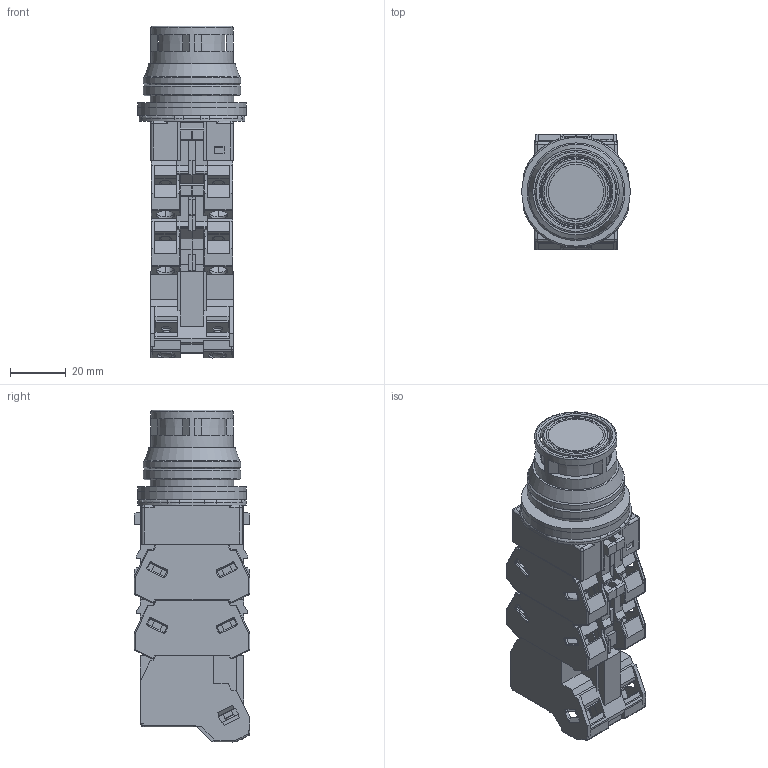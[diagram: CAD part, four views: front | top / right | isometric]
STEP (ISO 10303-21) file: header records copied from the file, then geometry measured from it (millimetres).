
FILE_DESCRIPTION (( 'STEP AP214' ), '1' );
FILE_NAME ('A(O)LFN2[16][26]xxDN$.STEP', '2021-01-28T06:08:51', ( '' ), ( '' ), 'SwSTEP 2.0', 'SolidWorks 2019', '' );
FILE_SCHEMA (( 'AUTOMOTIVE_DESIGN' ));
Length unit declared in the file: millimetre
Products named in the file (8): A(O)LFN2[16][26]xxDN$; OW-11; ALN-2FL-FULLGUARD; A(O)LN2_BODY; N-TYPE-PB-LOCK-NUT; HW-T#6; OW-12; HW-Uxx(R)
Assembly tree (10 placements, depth 2):
  A(O)LFN2[16][26]xxDN$
    A(O)LN2_BODY
    OW-12
    OW-11
    N-TYPE-PB-LOCK-NUT
    HW-Uxx(R)  x4
    ALN-2FL-FULLGUARD
    HW-T#6
Bounding box: 39 x 41.4 x 119.1 mm (x, y, z)
Volume: 105278.2 mm3; surface area: 43447 mm2
Topology: 11 solids, 13 shells, 1464 faces, 4014 edges, 2585 vertices
Faces by surface type: plane 956, cylinder 340, bspline 130, cone 18, torus 14, sphere 6
Full cylindrical faces by diameter (mm): 3.5 x12, 6.2 x2, 6.5 x2, 25 x1, 25.6 x1, 29.5 x3, 30 x3, 32.8 x1, 33 x1, 35 x2, 39 x2
Entity records: 23868 total; most frequent: CARTESIAN_POINT 6257, ORIENTED_EDGE 3680, DIRECTION 3367, EDGE_CURVE 1840, VECTOR 1379, LINE 1379, VERTEX_POINT 1224, AXIS2_PLACEMENT_3D 994
